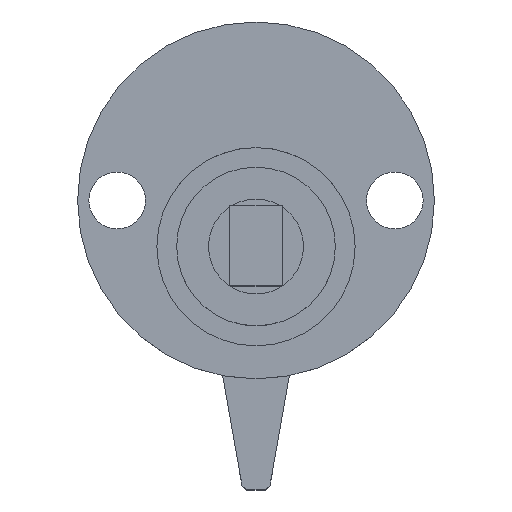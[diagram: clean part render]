
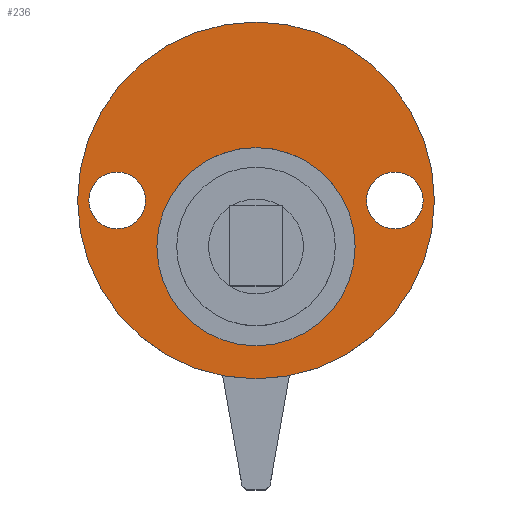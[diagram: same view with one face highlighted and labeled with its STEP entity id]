
A CAD part, top view. The second image highlights one B-rep face of the part: STEP entity #236.
In plain terms, the highlighted planar face has unit normal (0, 0, 1).
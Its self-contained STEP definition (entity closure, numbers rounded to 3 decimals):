
#151=FACE_BOUND('',#343,.T.);
#152=FACE_BOUND('',#344,.T.);
#153=FACE_BOUND('',#345,.T.);
#154=FACE_BOUND('',#346,.T.);
#193=PLANE('',#962);
#236=ADVANCED_FACE('',(#151,#152,#153,#154),#193,.F.);
#343=EDGE_LOOP('',(#651));
#344=EDGE_LOOP('',(#652));
#345=EDGE_LOOP('',(#653));
#346=EDGE_LOOP('',(#654));
#651=ORIENTED_EDGE('',*,*,#823,.F.);
#652=ORIENTED_EDGE('',*,*,#824,.F.);
#653=ORIENTED_EDGE('',*,*,#825,.F.);
#654=ORIENTED_EDGE('',*,*,#826,.F.);
#727=VERTEX_POINT('',#1396);
#728=VERTEX_POINT('',#1398);
#729=VERTEX_POINT('',#1400);
#730=VERTEX_POINT('',#1402);
#823=EDGE_CURVE('',#727,#727,#861,.T.);
#824=EDGE_CURVE('',#728,#728,#862,.T.);
#825=EDGE_CURVE('',#729,#729,#863,.T.);
#826=EDGE_CURVE('',#730,#730,#864,.T.);
#861=CIRCLE('',#958,13.5);
#862=CIRCLE('',#959,7.5);
#863=CIRCLE('',#960,2.15);
#864=CIRCLE('',#961,2.15);
#958=AXIS2_PLACEMENT_3D('',#1395,#1176,#1177);
#959=AXIS2_PLACEMENT_3D('',#1397,#1178,#1179);
#960=AXIS2_PLACEMENT_3D('',#1399,#1180,#1181);
#961=AXIS2_PLACEMENT_3D('',#1401,#1182,#1183);
#962=AXIS2_PLACEMENT_3D('',#1403,#1184,#1185);
#1176=DIRECTION('',(0.,0.,-1.));
#1177=DIRECTION('',(1.,0.,0.));
#1178=DIRECTION('',(0.,0.,1.));
#1179=DIRECTION('',(1.,0.,0.));
#1180=DIRECTION('',(0.,0.,1.));
#1181=DIRECTION('',(-1.,0.,0.));
#1182=DIRECTION('',(0.,0.,1.));
#1183=DIRECTION('',(-1.,0.,0.));
#1184=DIRECTION('',(0.,0.,-1.));
#1185=DIRECTION('',(-1.,0.,0.));
#1395=CARTESIAN_POINT('',(50.,3.5,1.1));
#1396=CARTESIAN_POINT('',(63.5,3.5,1.1));
#1397=CARTESIAN_POINT('',(50.,0.,1.1));
#1398=CARTESIAN_POINT('',(57.5,0.,1.1));
#1399=CARTESIAN_POINT('',(39.5,3.5,1.1));
#1400=CARTESIAN_POINT('',(37.35,3.5,1.1));
#1401=CARTESIAN_POINT('',(60.5,3.5,1.1));
#1402=CARTESIAN_POINT('',(58.35,3.5,1.1));
#1403=CARTESIAN_POINT('',(50.,3.5,1.1));
